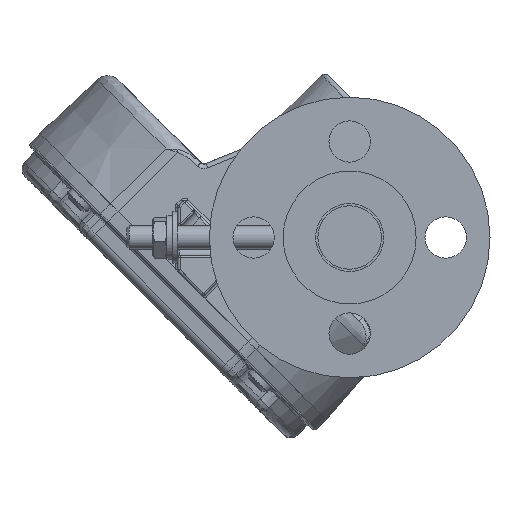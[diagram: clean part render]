
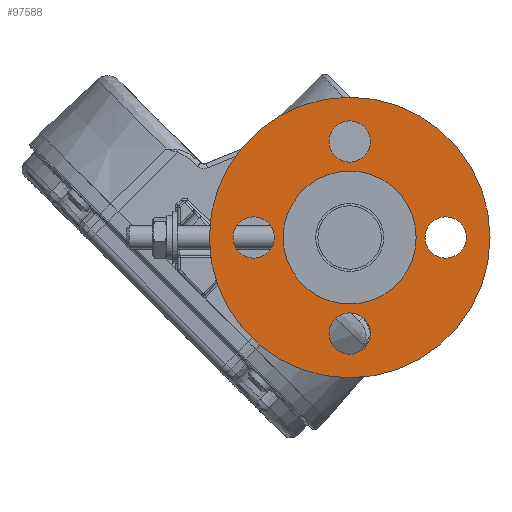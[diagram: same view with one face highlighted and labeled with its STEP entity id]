
A CAD part, front view. The second image highlights one B-rep face of the part: STEP entity #97588.
In plain terms, the highlighted planar face has unit normal (0, -1, 0).
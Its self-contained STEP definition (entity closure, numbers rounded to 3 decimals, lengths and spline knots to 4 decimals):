
#65 = CARTESIAN_POINT ( 'NONE',  ( 0., -4.8425, 0. ) ) ;
#102 = CARTESIAN_POINT ( 'NONE',  ( 0., -4.8425, 1.0039 ) ) ;
#234 = CARTESIAN_POINT ( 'NONE',  ( 1.2795, -4.8425, 0. ) ) ;
#976 = EDGE_LOOP ( 'NONE', ( #82234, #46131 ) ) ;
#1864 = ORIENTED_EDGE ( 'NONE', *, *, #62256, .F. ) ;
#2223 = AXIS2_PLACEMENT_3D ( 'NONE', #91048, #21316, #74380 ) ;
#2576 = CARTESIAN_POINT ( 'NONE',  ( -1.2795, -4.8425, 0. ) ) ;
#3559 = AXIS2_PLACEMENT_3D ( 'NONE', #90600, #59795, #76921 ) ;
#3717 = FACE_BOUND ( 'NONE', #56483, .T. ) ;
#4009 = CIRCLE ( 'NONE', #54063, 0.2756 ) ;
#7316 = DIRECTION ( 'NONE',  ( 0., -1., 0. ) ) ;
#9183 = CIRCLE ( 'NONE', #26920, 0.2756 ) ;
#9865 = DIRECTION ( 'NONE',  ( 0., 0., -1. ) ) ;
#9940 = CARTESIAN_POINT ( 'NONE',  ( 0., -4.8425, 0. ) ) ;
#10160 = DIRECTION ( 'NONE',  ( 0., -1., 0. ) ) ;
#11024 = CARTESIAN_POINT ( 'NONE',  ( 0., -4.8425, 0.8858 ) ) ;
#13567 = CIRCLE ( 'NONE', #2223, 0.2756 ) ;
#15164 = CARTESIAN_POINT ( 'NONE',  ( 1.2795, -4.8425, 0. ) ) ;
#16393 = DIRECTION ( 'NONE',  ( 0., 0., -1. ) ) ;
#18462 = VERTEX_POINT ( 'NONE', #102 ) ;
#18775 = VERTEX_POINT ( 'NONE', #42477 ) ;
#19086 = ORIENTED_EDGE ( 'NONE', *, *, #22173, .T. ) ;
#21316 = DIRECTION ( 'NONE',  ( 0., -1., 0. ) ) ;
#21330 = AXIS2_PLACEMENT_3D ( 'NONE', #65, #39479, #77855 ) ;
#21895 = ORIENTED_EDGE ( 'NONE', *, *, #33924, .T. ) ;
#22173 = EDGE_CURVE ( 'NONE', #69659, #45346, #34241, .T. ) ;
#23668 = AXIS2_PLACEMENT_3D ( 'NONE', #33808, #32834, #86858 ) ;
#24101 = EDGE_CURVE ( 'NONE', #75543, #18775, #99338, .T. ) ;
#24646 = ORIENTED_EDGE ( 'NONE', *, *, #90848, .F. ) ;
#24692 = DIRECTION ( 'NONE',  ( 0., -1., 0. ) ) ;
#25179 = ORIENTED_EDGE ( 'NONE', *, *, #57681, .F. ) ;
#25303 = CIRCLE ( 'NONE', #23668, 0.2756 ) ;
#25520 = DIRECTION ( 'NONE',  ( 0., -1., 0. ) ) ;
#26067 = ORIENTED_EDGE ( 'NONE', *, *, #81669, .F. ) ;
#26915 = CARTESIAN_POINT ( 'NONE',  ( 0., -4.8425, 1.8701 ) ) ;
#26920 = AXIS2_PLACEMENT_3D ( 'NONE', #234, #31061, #16393 ) ;
#27607 = CIRCLE ( 'NONE', #42103, 0.2756 ) ;
#29616 = CARTESIAN_POINT ( 'NONE',  ( 0., -4.8425, -1.5551 ) ) ;
#31061 = DIRECTION ( 'NONE',  ( 0., -1., 0. ) ) ;
#32296 = EDGE_LOOP ( 'NONE', ( #19086, #21895 ) ) ;
#32834 = DIRECTION ( 'NONE',  ( 0., -1., 0. ) ) ;
#33203 = CARTESIAN_POINT ( 'NONE',  ( -1.2795, -4.8425, 0.2756 ) ) ;
#33808 = CARTESIAN_POINT ( 'NONE',  ( 0., -4.8425, 1.2795 ) ) ;
#33924 = EDGE_CURVE ( 'NONE', #45346, #69659, #95433, .T. ) ;
#34082 = FACE_BOUND ( 'NONE', #976, .T. ) ;
#34241 = CIRCLE ( 'NONE', #21330, 1.8701 ) ;
#34783 = AXIS2_PLACEMENT_3D ( 'NONE', #84618, #7316, #53304 ) ;
#35079 = FACE_OUTER_BOUND ( 'NONE', #32296, .T. ) ;
#35464 = VERTEX_POINT ( 'NONE', #47027 ) ;
#36303 = CARTESIAN_POINT ( 'NONE',  ( 0., -4.8425, -1.0039 ) ) ;
#37408 = DIRECTION ( 'NONE',  ( 0., -1., 0. ) ) ;
#39088 = AXIS2_PLACEMENT_3D ( 'NONE', #50206, #50714, #73969 ) ;
#39479 = DIRECTION ( 'NONE',  ( 0., -1., 0. ) ) ;
#39868 = CARTESIAN_POINT ( 'NONE',  ( 0., -4.8425, -1.2795 ) ) ;
#42103 = AXIS2_PLACEMENT_3D ( 'NONE', #39868, #24692, #47437 ) ;
#42141 = PLANE ( 'NONE',  #39088 ) ;
#42477 = CARTESIAN_POINT ( 'NONE',  ( -1.2795, -4.8425, -0.2756 ) ) ;
#44840 = AXIS2_PLACEMENT_3D ( 'NONE', #15164, #37408, #89948 ) ;
#45346 = VERTEX_POINT ( 'NONE', #26915 ) ;
#46131 = ORIENTED_EDGE ( 'NONE', *, *, #24101, .F. ) ;
#47027 = CARTESIAN_POINT ( 'NONE',  ( 1.2795, -4.8425, -0.2756 ) ) ;
#47182 = CIRCLE ( 'NONE', #3559, 0.8858 ) ;
#47437 = DIRECTION ( 'NONE',  ( 0., 0., -1. ) ) ;
#50206 = CARTESIAN_POINT ( 'NONE',  ( 0.8858, -4.8425, 0. ) ) ;
#50714 = DIRECTION ( 'NONE',  ( 0., -1., 0. ) ) ;
#52151 = AXIS2_PLACEMENT_3D ( 'NONE', #88630, #25520, #94240 ) ;
#53304 = DIRECTION ( 'NONE',  ( 0., 0., -1. ) ) ;
#53388 = CARTESIAN_POINT ( 'NONE',  ( 0., -4.8425, -1.8701 ) ) ;
#54063 = AXIS2_PLACEMENT_3D ( 'NONE', #2576, #10160, #93563 ) ;
#55315 = ORIENTED_EDGE ( 'NONE', *, *, #60452, .F. ) ;
#55865 = CARTESIAN_POINT ( 'NONE',  ( 0., -4.8425, -1.2795 ) ) ;
#56324 = FACE_BOUND ( 'NONE', #65262, .T. ) ;
#56483 = EDGE_LOOP ( 'NONE', ( #1864, #55315 ) ) ;
#57681 = EDGE_CURVE ( 'NONE', #97143, #90278, #27607, .T. ) ;
#57831 = FACE_BOUND ( 'NONE', #96372, .T. ) ;
#59176 = CARTESIAN_POINT ( 'NONE',  ( 0., -4.8425, 1.5551 ) ) ;
#59795 = DIRECTION ( 'NONE',  ( 0., -1., 0. ) ) ;
#60452 = EDGE_CURVE ( 'NONE', #85983, #82100, #47182, .T. ) ;
#61038 = CARTESIAN_POINT ( 'NONE',  ( 1.2795, -4.8425, 0.2756 ) ) ;
#62057 = DIRECTION ( 'NONE',  ( 0., -1., 0. ) ) ;
#62256 = EDGE_CURVE ( 'NONE', #82100, #85983, #86049, .T. ) ;
#65262 = EDGE_LOOP ( 'NONE', ( #25179, #26067 ) ) ;
#69123 = DIRECTION ( 'NONE',  ( 0., 0., -1. ) ) ;
#69659 = VERTEX_POINT ( 'NONE', #53388 ) ;
#71485 = CIRCLE ( 'NONE', #84385, 0.2756 ) ;
#71668 = EDGE_LOOP ( 'NONE', ( #24646, #86828 ) ) ;
#71749 = EDGE_CURVE ( 'NONE', #80112, #35464, #9183, .T. ) ;
#73003 = CARTESIAN_POINT ( 'NONE',  ( 0., -4.8425, -0.8858 ) ) ;
#73467 = FACE_BOUND ( 'NONE', #71668, .T. ) ;
#73969 = DIRECTION ( 'NONE',  ( 0., 0., -1. ) ) ;
#74380 = DIRECTION ( 'NONE',  ( 0., 0., -1. ) ) ;
#75543 = VERTEX_POINT ( 'NONE', #33203 ) ;
#76921 = DIRECTION ( 'NONE',  ( 0., 0., -1. ) ) ;
#77855 = DIRECTION ( 'NONE',  ( 0., 0., -1. ) ) ;
#78496 = EDGE_CURVE ( 'NONE', #35464, #80112, #78703, .T. ) ;
#78703 = CIRCLE ( 'NONE', #44840, 0.2756 ) ;
#80112 = VERTEX_POINT ( 'NONE', #61038 ) ;
#81669 = EDGE_CURVE ( 'NONE', #90278, #97143, #71485, .T. ) ;
#82100 = VERTEX_POINT ( 'NONE', #73003 ) ;
#82234 = ORIENTED_EDGE ( 'NONE', *, *, #89021, .F. ) ;
#84385 = AXIS2_PLACEMENT_3D ( 'NONE', #55865, #92784, #9865 ) ;
#84617 = EDGE_CURVE ( 'NONE', #95900, #18462, #13567, .T. ) ;
#84618 = CARTESIAN_POINT ( 'NONE',  ( -1.2795, -4.8425, 0. ) ) ;
#85983 = VERTEX_POINT ( 'NONE', #11024 ) ;
#86049 = CIRCLE ( 'NONE', #52151, 0.8858 ) ;
#86828 = ORIENTED_EDGE ( 'NONE', *, *, #84617, .F. ) ;
#86858 = DIRECTION ( 'NONE',  ( 0., 0., -1. ) ) ;
#87355 = AXIS2_PLACEMENT_3D ( 'NONE', #9940, #62057, #69123 ) ;
#88441 = ORIENTED_EDGE ( 'NONE', *, *, #71749, .F. ) ;
#88630 = CARTESIAN_POINT ( 'NONE',  ( 0., -4.8425, 0. ) ) ;
#89021 = EDGE_CURVE ( 'NONE', #18775, #75543, #4009, .T. ) ;
#89948 = DIRECTION ( 'NONE',  ( 0., 0., -1. ) ) ;
#89984 = ORIENTED_EDGE ( 'NONE', *, *, #78496, .F. ) ;
#90278 = VERTEX_POINT ( 'NONE', #36303 ) ;
#90600 = CARTESIAN_POINT ( 'NONE',  ( 0., -4.8425, 0. ) ) ;
#90848 = EDGE_CURVE ( 'NONE', #18462, #95900, #25303, .T. ) ;
#91048 = CARTESIAN_POINT ( 'NONE',  ( 0., -4.8425, 1.2795 ) ) ;
#92784 = DIRECTION ( 'NONE',  ( 0., -1., 0. ) ) ;
#93563 = DIRECTION ( 'NONE',  ( 0., 0., -1. ) ) ;
#94240 = DIRECTION ( 'NONE',  ( 0., 0., -1. ) ) ;
#95433 = CIRCLE ( 'NONE', #87355, 1.8701 ) ;
#95900 = VERTEX_POINT ( 'NONE', #59176 ) ;
#96372 = EDGE_LOOP ( 'NONE', ( #89984, #88441 ) ) ;
#97143 = VERTEX_POINT ( 'NONE', #29616 ) ;
#97588 = ADVANCED_FACE ( 'NONE', ( #73467, #57831, #56324, #34082, #35079, #3717 ), #42141, .T. ) ;
#99338 = CIRCLE ( 'NONE', #34783, 0.2756 ) ;
